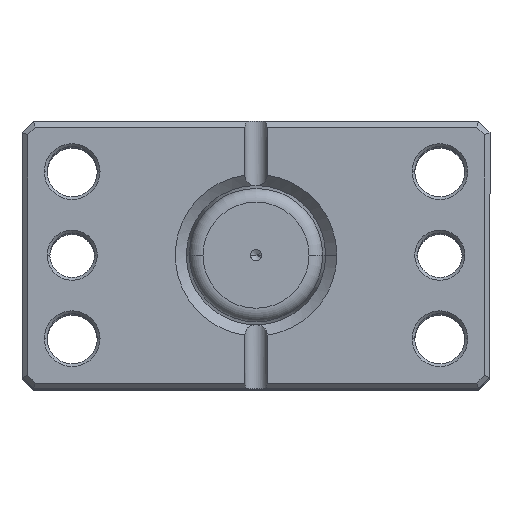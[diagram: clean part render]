
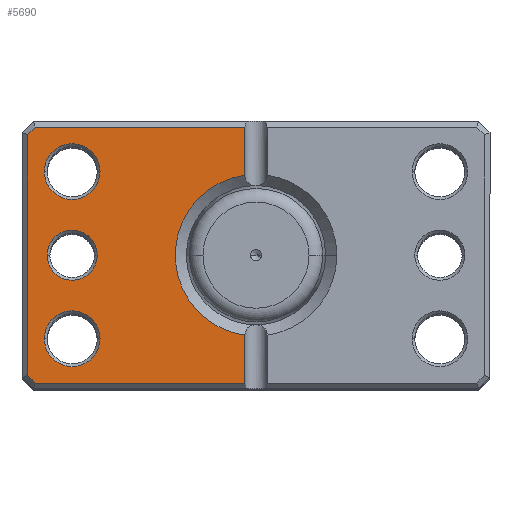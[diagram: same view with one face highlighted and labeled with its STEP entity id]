
A CAD part, top view. The second image highlights one B-rep face of the part: STEP entity #5690.
In plain terms, the highlighted face is planar.
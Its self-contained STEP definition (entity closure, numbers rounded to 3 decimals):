
#69 = DIRECTION ( 'NONE',  ( 0.707, -0.707, 0. ) ) ;
#86 = DIRECTION ( 'NONE',  ( 1., 0., 0. ) ) ;
#150 = CARTESIAN_POINT ( 'NONE',  ( 41., 21.586, 0. ) ) ;
#215 = AXIS2_PLACEMENT_3D ( 'NONE', #4922, #1749, #5445 ) ;
#237 = CARTESIAN_POINT ( 'NONE',  ( 2., 14.361, 0. ) ) ;
#239 = VECTOR ( 'NONE', #2475, 1000. ) ;
#301 = VERTEX_POINT ( 'NONE', #2868 ) ;
#339 = CARTESIAN_POINT ( 'NONE',  ( 33., 0., 0. ) ) ;
#342 = AXIS2_PLACEMENT_3D ( 'NONE', #339, #4082, #886 ) ;
#505 = CIRCLE ( 'NONE', #1700, 5. ) ;
#555 = CIRCLE ( 'NONE', #215, 4.5 ) ;
#667 = CIRCLE ( 'NONE', #1442, 5. ) ;
#670 = VERTEX_POINT ( 'NONE', #1757 ) ;
#886 = DIRECTION ( 'NONE',  ( 1., 0., 0. ) ) ;
#1003 = VERTEX_POINT ( 'NONE', #3653 ) ;
#1099 = ORIENTED_EDGE ( 'NONE', *, *, #5669, .T. ) ;
#1254 = VERTEX_POINT ( 'NONE', #150 ) ;
#1258 = DIRECTION ( 'NONE',  ( 0., 0., 1. ) ) ;
#1410 = VERTEX_POINT ( 'NONE', #3879 ) ;
#1422 = PLANE ( 'NONE',  #1789 ) ;
#1442 = AXIS2_PLACEMENT_3D ( 'NONE', #4980, #4687, #3103 ) ;
#1550 = EDGE_CURVE ( 'NONE', #6549, #5222, #505, .T. ) ;
#1561 = CARTESIAN_POINT ( 'NONE',  ( 38., -15., 0. ) ) ;
#1667 = VERTEX_POINT ( 'NONE', #3963 ) ;
#1671 = FACE_BOUND ( 'NONE', #3760, .T. ) ;
#1700 = AXIS2_PLACEMENT_3D ( 'NONE', #2007, #1258, #2869 ) ;
#1717 = VECTOR ( 'NONE', #2414, 1000. ) ;
#1749 = DIRECTION ( 'NONE',  ( 0., 0., 1. ) ) ;
#1757 = CARTESIAN_POINT ( 'NONE',  ( 39.586, -23., 0. ) ) ;
#1789 = AXIS2_PLACEMENT_3D ( 'NONE', #6683, #1954, #5638 ) ;
#1812 = AXIS2_PLACEMENT_3D ( 'NONE', #4362, #4383, #6510 ) ;
#1834 = VERTEX_POINT ( 'NONE', #6449 ) ;
#1866 = CIRCLE ( 'NONE', #3615, 5. ) ;
#1954 = DIRECTION ( 'NONE',  ( 0., 0., 1. ) ) ;
#2007 = CARTESIAN_POINT ( 'NONE',  ( 33., -15., 0. ) ) ;
#2089 = VERTEX_POINT ( 'NONE', #237 ) ;
#2119 = EDGE_CURVE ( 'NONE', #5222, #6549, #667, .T. ) ;
#2142 = EDGE_CURVE ( 'NONE', #4563, #4699, #2255, .T. ) ;
#2255 = CIRCLE ( 'NONE', #1812, 5. ) ;
#2264 = EDGE_LOOP ( 'NONE', ( #6716, #1099 ) ) ;
#2330 = LINE ( 'NONE', #4848, #3547 ) ;
#2414 = DIRECTION ( 'NONE',  ( 0., 1., 0. ) ) ;
#2448 = ORIENTED_EDGE ( 'NONE', *, *, #4860, .T. ) ;
#2475 = DIRECTION ( 'NONE',  ( 0., 1., 0. ) ) ;
#2478 = CARTESIAN_POINT ( 'NONE',  ( 38., 15., 0. ) ) ;
#2496 = DIRECTION ( 'NONE',  ( 0., 0., 1. ) ) ;
#2502 = LINE ( 'NONE', #5350, #4969 ) ;
#2575 = VERTEX_POINT ( 'NONE', #6757 ) ;
#2583 = LINE ( 'NONE', #3260, #4150 ) ;
#2687 = ORIENTED_EDGE ( 'NONE', *, *, #2119, .T. ) ;
#2752 = ORIENTED_EDGE ( 'NONE', *, *, #5244, .T. ) ;
#2868 = CARTESIAN_POINT ( 'NONE',  ( 37.5, 0., 0. ) ) ;
#2869 = DIRECTION ( 'NONE',  ( 1., 0., 0. ) ) ;
#2919 = ORIENTED_EDGE ( 'NONE', *, *, #5198, .T. ) ;
#2974 = CARTESIAN_POINT ( 'NONE',  ( 2., 24., 0. ) ) ;
#3069 = CARTESIAN_POINT ( 'NONE',  ( 28., 15., 0. ) ) ;
#3076 = ORIENTED_EDGE ( 'NONE', *, *, #3115, .T. ) ;
#3095 = CARTESIAN_POINT ( 'NONE',  ( 33., 15., 0. ) ) ;
#3103 = DIRECTION ( 'NONE',  ( 1., 0., 0. ) ) ;
#3115 = EDGE_CURVE ( 'NONE', #1410, #2089, #3945, .T. ) ;
#3204 = EDGE_CURVE ( 'NONE', #4699, #4563, #1866, .T. ) ;
#3228 = DIRECTION ( 'NONE',  ( -1., 0., 0. ) ) ;
#3247 = CIRCLE ( 'NONE', #342, 4.5 ) ;
#3260 = CARTESIAN_POINT ( 'NONE',  ( 31.293, 31.293, 0. ) ) ;
#3344 = EDGE_CURVE ( 'NONE', #670, #1003, #2502, .T. ) ;
#3403 = EDGE_CURVE ( 'NONE', #2575, #1667, #2330, .T. ) ;
#3464 = EDGE_CURVE ( 'NONE', #4504, #301, #555, .T. ) ;
#3547 = VECTOR ( 'NONE', #86, 1000. ) ;
#3573 = ORIENTED_EDGE ( 'NONE', *, *, #2142, .T. ) ;
#3615 = AXIS2_PLACEMENT_3D ( 'NONE', #3095, #6782, #3623 ) ;
#3623 = DIRECTION ( 'NONE',  ( 1., 0., 0. ) ) ;
#3651 = CARTESIAN_POINT ( 'NONE',  ( 41., 0., 0. ) ) ;
#3653 = CARTESIAN_POINT ( 'NONE',  ( 2., -23., 0. ) ) ;
#3714 = VECTOR ( 'NONE', #5780, 1000. ) ;
#3760 = EDGE_LOOP ( 'NONE', ( #5002, #2687 ) ) ;
#3820 = ORIENTED_EDGE ( 'NONE', *, *, #3344, .T. ) ;
#3879 = CARTESIAN_POINT ( 'NONE',  ( 2., -14.361, 0. ) ) ;
#3902 = VECTOR ( 'NONE', #5227, 1000. ) ;
#3945 = CIRCLE ( 'NONE', #4498, 14.5 ) ;
#3963 = CARTESIAN_POINT ( 'NONE',  ( 39.586, 23., 0. ) ) ;
#4082 = DIRECTION ( 'NONE',  ( 0., 0., 1. ) ) ;
#4150 = VECTOR ( 'NONE', #69, 1000. ) ;
#4320 = FACE_OUTER_BOUND ( 'NONE', #5123, .T. ) ;
#4323 = ORIENTED_EDGE ( 'NONE', *, *, #6518, .T. ) ;
#4362 = CARTESIAN_POINT ( 'NONE',  ( 33., 15., 0. ) ) ;
#4383 = DIRECTION ( 'NONE',  ( 0., 0., 1. ) ) ;
#4498 = AXIS2_PLACEMENT_3D ( 'NONE', #5624, #2496, #6165 ) ;
#4504 = VERTEX_POINT ( 'NONE', #5551 ) ;
#4563 = VERTEX_POINT ( 'NONE', #2478 ) ;
#4687 = DIRECTION ( 'NONE',  ( 0., 0., 1. ) ) ;
#4699 = VERTEX_POINT ( 'NONE', #3069 ) ;
#4769 = CARTESIAN_POINT ( 'NONE',  ( 31.293, -31.293, 0. ) ) ;
#4848 = CARTESIAN_POINT ( 'NONE',  ( 0., 23., 0. ) ) ;
#4860 = EDGE_CURVE ( 'NONE', #1667, #1254, #2583, .T. ) ;
#4922 = CARTESIAN_POINT ( 'NONE',  ( 33., 0., 0. ) ) ;
#4969 = VECTOR ( 'NONE', #3228, 1000. ) ;
#4980 = CARTESIAN_POINT ( 'NONE',  ( 33., -15., 0. ) ) ;
#5002 = ORIENTED_EDGE ( 'NONE', *, *, #1550, .T. ) ;
#5079 = CARTESIAN_POINT ( 'NONE',  ( 28., -15., 0. ) ) ;
#5123 = EDGE_LOOP ( 'NONE', ( #6056, #3076, #4323, #6789, #2448, #2919, #2752, #3820 ) ) ;
#5198 = EDGE_CURVE ( 'NONE', #1254, #1834, #5456, .T. ) ;
#5222 = VERTEX_POINT ( 'NONE', #1561 ) ;
#5227 = DIRECTION ( 'NONE',  ( 0., -1., 0. ) ) ;
#5244 = EDGE_CURVE ( 'NONE', #1834, #670, #5290, .T. ) ;
#5290 = LINE ( 'NONE', #4769, #3714 ) ;
#5350 = CARTESIAN_POINT ( 'NONE',  ( 0., -23., 0. ) ) ;
#5445 = DIRECTION ( 'NONE',  ( 1., 0., 0. ) ) ;
#5456 = LINE ( 'NONE', #3651, #3902 ) ;
#5551 = CARTESIAN_POINT ( 'NONE',  ( 28.5, 0., 0. ) ) ;
#5624 = CARTESIAN_POINT ( 'NONE',  ( 0., 0., 0. ) ) ;
#5638 = DIRECTION ( 'NONE',  ( 1., 0., 0. ) ) ;
#5669 = EDGE_CURVE ( 'NONE', #301, #4504, #3247, .T. ) ;
#5690 = ADVANCED_FACE ( 'NONE', ( #5705, #1671, #5868, #4320 ), #1422, .F. ) ;
#5705 = FACE_BOUND ( 'NONE', #2264, .T. ) ;
#5780 = DIRECTION ( 'NONE',  ( -0.707, -0.707, 0. ) ) ;
#5862 = LINE ( 'NONE', #2974, #239 ) ;
#5868 = FACE_BOUND ( 'NONE', #6121, .T. ) ;
#5913 = LINE ( 'NONE', #6087, #1717 ) ;
#6056 = ORIENTED_EDGE ( 'NONE', *, *, #6202, .T. ) ;
#6087 = CARTESIAN_POINT ( 'NONE',  ( 2., 24., 0. ) ) ;
#6121 = EDGE_LOOP ( 'NONE', ( #6551, #3573 ) ) ;
#6165 = DIRECTION ( 'NONE',  ( 1., 0., 0. ) ) ;
#6202 = EDGE_CURVE ( 'NONE', #1003, #1410, #5862, .T. ) ;
#6449 = CARTESIAN_POINT ( 'NONE',  ( 41., -21.586, 0. ) ) ;
#6510 = DIRECTION ( 'NONE',  ( 1., 0., 0. ) ) ;
#6518 = EDGE_CURVE ( 'NONE', #2089, #2575, #5913, .T. ) ;
#6549 = VERTEX_POINT ( 'NONE', #5079 ) ;
#6551 = ORIENTED_EDGE ( 'NONE', *, *, #3204, .T. ) ;
#6683 = CARTESIAN_POINT ( 'NONE',  ( 0., 0., 0. ) ) ;
#6716 = ORIENTED_EDGE ( 'NONE', *, *, #3464, .T. ) ;
#6757 = CARTESIAN_POINT ( 'NONE',  ( 2., 23., 0. ) ) ;
#6782 = DIRECTION ( 'NONE',  ( 0., 0., 1. ) ) ;
#6789 = ORIENTED_EDGE ( 'NONE', *, *, #3403, .T. ) ;
